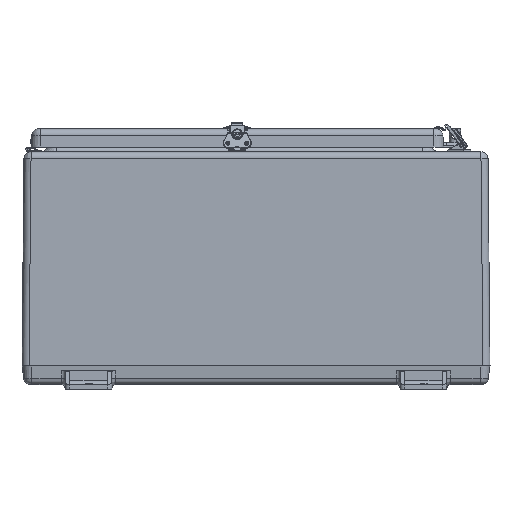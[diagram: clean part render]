
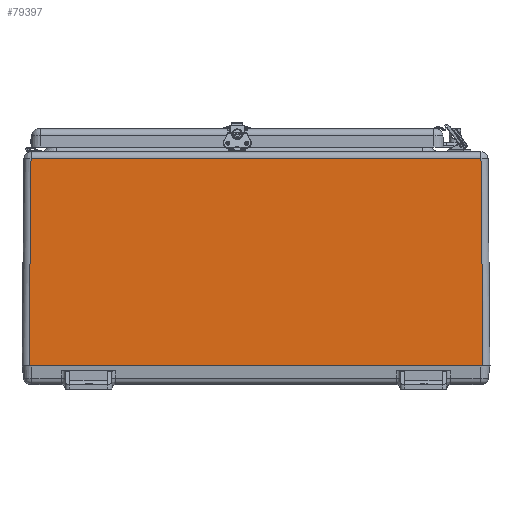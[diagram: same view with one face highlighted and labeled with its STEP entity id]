
A CAD part, front view. The second image highlights one B-rep face of the part: STEP entity #79397.
In plain terms, the highlighted planar face has unit normal (0, -1, 0.01).
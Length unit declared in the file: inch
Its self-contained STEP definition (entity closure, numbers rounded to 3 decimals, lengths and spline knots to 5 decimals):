
#389 = DIRECTION ( 'NONE',  ( 1., 0., 0. ) ) ;
#3618 = EDGE_CURVE ( 'NONE', #51043, #55075, #65578, .T. ) ;
#4996 = CARTESIAN_POINT ( 'NONE',  ( -12.49045, -12.2119, 11.06611 ) ) ;
#10270 = CARTESIAN_POINT ( 'NONE',  ( 12.11547, -12.3185, 0. ) ) ;
#17349 = DIRECTION ( 'NONE',  ( 0., -1., 0.01 ) ) ;
#18535 = ORIENTED_EDGE ( 'NONE', *, *, #3618, .T. ) ;
#19254 = ORIENTED_EDGE ( 'NONE', *, *, #53770, .T. ) ;
#20407 = CARTESIAN_POINT ( 'NONE',  ( -12.00887, -12.2119, 11.06611 ) ) ;
#20582 = CARTESIAN_POINT ( 'NONE',  ( 12.11434, -12.31738, 0.11668 ) ) ;
#21034 = EDGE_LOOP ( 'NONE', ( #18535, #42850, #19254, #45699 ) ) ;
#21224 = EDGE_CURVE ( 'NONE', #59926, #55075, #38908, .T. ) ;
#23511 = CARTESIAN_POINT ( 'NONE',  ( -12.49045, -12.3185, 0. ) ) ;
#25518 = VECTOR ( 'NONE', #52137, 39.37008 ) ;
#26351 = LINE ( 'NONE', #20407, #75330 ) ;
#26364 = VECTOR ( 'NONE', #389, 39.37008 ) ;
#29653 = PLANE ( 'NONE',  #69543 ) ;
#30548 = CARTESIAN_POINT ( 'NONE',  ( 12.00887, -12.2119, 11.06611 ) ) ;
#30579 = CARTESIAN_POINT ( 'NONE',  ( -12.00887, -12.2119, 11.06611 ) ) ;
#37850 = CARTESIAN_POINT ( 'NONE',  ( 0., -12.3185, 0. ) ) ;
#38908 = LINE ( 'NONE', #20582, #25518 ) ;
#40031 = FACE_OUTER_BOUND ( 'NONE', #21034, .T. ) ;
#41154 = DIRECTION ( 'NONE',  ( -1., 0., 0. ) ) ;
#42850 = ORIENTED_EDGE ( 'NONE', *, *, #21224, .F. ) ;
#43337 = LINE ( 'NONE', #4996, #70131 ) ;
#45699 = ORIENTED_EDGE ( 'NONE', *, *, #75265, .T. ) ;
#48683 = DIRECTION ( 'NONE',  ( 0., -0.01, -1. ) ) ;
#51043 = VERTEX_POINT ( 'NONE', #52766 ) ;
#52137 = DIRECTION ( 'NONE',  ( 0.01, -0.01, -1. ) ) ;
#52766 = CARTESIAN_POINT ( 'NONE',  ( -12.11547, -12.3185, 0. ) ) ;
#53770 = EDGE_CURVE ( 'NONE', #59926, #59387, #43337, .T. ) ;
#55075 = VERTEX_POINT ( 'NONE', #10270 ) ;
#59387 = VERTEX_POINT ( 'NONE', #30579 ) ;
#59926 = VERTEX_POINT ( 'NONE', #30548 ) ;
#65578 = LINE ( 'NONE', #37850, #26364 ) ;
#69543 = AXIS2_PLACEMENT_3D ( 'NONE', #23511, #17349, #48683 ) ;
#69940 = DIRECTION ( 'NONE',  ( -0.01, -0.01, -1. ) ) ;
#70131 = VECTOR ( 'NONE', #41154, 39.37008 ) ;
#75265 = EDGE_CURVE ( 'NONE', #59387, #51043, #26351, .T. ) ;
#75330 = VECTOR ( 'NONE', #69940, 39.37008 ) ;
#79397 = ADVANCED_FACE ( 'NONE', ( #40031 ), #29653, .T. ) ;
